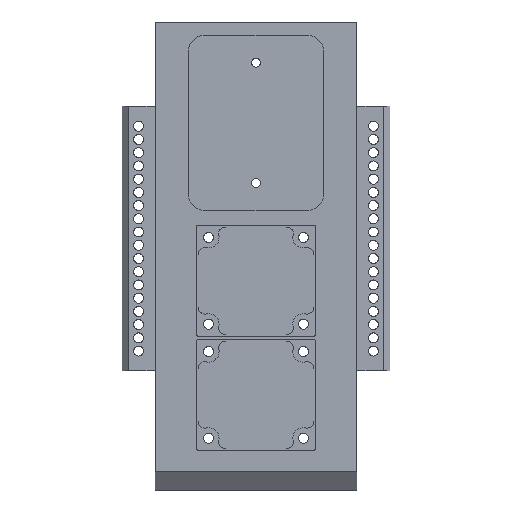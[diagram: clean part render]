
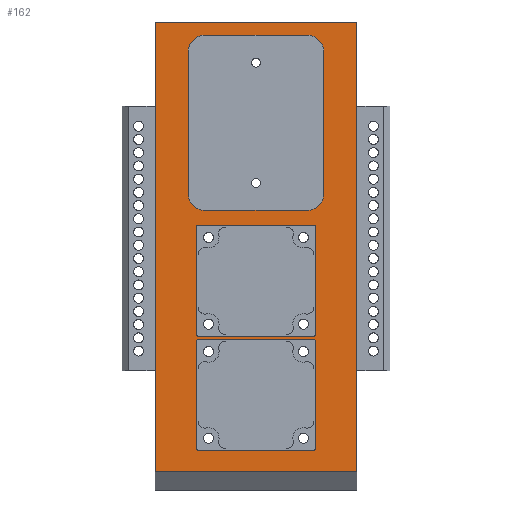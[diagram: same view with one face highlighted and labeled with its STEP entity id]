
A CAD part, top view. The second image highlights one B-rep face of the part: STEP entity #162.
In plain terms, the highlighted planar face has unit normal (0, 0, 1).
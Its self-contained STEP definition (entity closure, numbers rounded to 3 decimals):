
#162=ADVANCED_FACE('',(#1450,#1452,#1454,#1456),#1458,.T.);
#1450=FACE_BOUND('',#1451,.T.);
#1451=EDGE_LOOP('',(#4631,#4632,#4633,#4634));
#1452=FACE_BOUND('',#1453,.T.);
#1453=EDGE_LOOP('',(#4635,#4636,#4637,#4638,#4639,#4640,#4641,#4642));
#1454=FACE_BOUND('',#1455,.T.);
#1455=EDGE_LOOP('',(#4643,#4644,#4645,#4646,#4647,#4648,#4649,#4650));
#1456=FACE_BOUND('',#1457,.T.);
#1457=EDGE_LOOP('',(#4651,#4652,#4653,#4654,#4655,#4656,#4657,#4658));
#1458=PLANE('',#1459);
#1459=AXIS2_PLACEMENT_3D('',#1460,#1461,#1462);
#1460=CARTESIAN_POINT('',(0.,0.,10.));
#1461=DIRECTION('',(0.,0.,1.));
#1462=DIRECTION('',(-1.,0.,0.));
#4631=ORIENTED_EDGE('',*,*,#6962,.T.);
#4632=ORIENTED_EDGE('',*,*,#6976,.T.);
#4633=ORIENTED_EDGE('',*,*,#6973,.T.);
#4634=ORIENTED_EDGE('',*,*,#6965,.T.);
#4635=ORIENTED_EDGE('',*,*,#7007,.T.);
#4636=ORIENTED_EDGE('',*,*,#7008,.T.);
#4637=ORIENTED_EDGE('',*,*,#7009,.T.);
#4638=ORIENTED_EDGE('',*,*,#7010,.T.);
#4639=ORIENTED_EDGE('',*,*,#7011,.T.);
#4640=ORIENTED_EDGE('',*,*,#7012,.T.);
#4641=ORIENTED_EDGE('',*,*,#7013,.T.);
#4642=ORIENTED_EDGE('',*,*,#7014,.T.);
#4643=ORIENTED_EDGE('',*,*,#7015,.T.);
#4644=ORIENTED_EDGE('',*,*,#7016,.T.);
#4645=ORIENTED_EDGE('',*,*,#7017,.T.);
#4646=ORIENTED_EDGE('',*,*,#7018,.T.);
#4647=ORIENTED_EDGE('',*,*,#7019,.T.);
#4648=ORIENTED_EDGE('',*,*,#7020,.T.);
#4649=ORIENTED_EDGE('',*,*,#7021,.T.);
#4650=ORIENTED_EDGE('',*,*,#7022,.T.);
#4651=ORIENTED_EDGE('',*,*,#7023,.T.);
#4652=ORIENTED_EDGE('',*,*,#7024,.T.);
#4653=ORIENTED_EDGE('',*,*,#7025,.T.);
#4654=ORIENTED_EDGE('',*,*,#7026,.T.);
#4655=ORIENTED_EDGE('',*,*,#7027,.T.);
#4656=ORIENTED_EDGE('',*,*,#7028,.T.);
#4657=ORIENTED_EDGE('',*,*,#7029,.T.);
#4658=ORIENTED_EDGE('',*,*,#7030,.T.);
#6962=EDGE_CURVE('',#8592,#8590,#8593,.F.);
#6965=EDGE_CURVE('',#8596,#8592,#8597,.T.);
#6973=EDGE_CURVE('',#8607,#8596,#8608,.T.);
#6976=EDGE_CURVE('',#8590,#8607,#8611,.T.);
#7007=EDGE_CURVE('',#8660,#8661,#8662,.F.);
#7008=EDGE_CURVE('',#8661,#8663,#8664,.F.);
#7009=EDGE_CURVE('',#8663,#8665,#8666,.F.);
#7010=EDGE_CURVE('',#8665,#8667,#8668,.F.);
#7011=EDGE_CURVE('',#8667,#8669,#8670,.F.);
#7012=EDGE_CURVE('',#8669,#8671,#8672,.F.);
#7013=EDGE_CURVE('',#8671,#8673,#8674,.F.);
#7014=EDGE_CURVE('',#8673,#8660,#8675,.F.);
#7015=EDGE_CURVE('',#8676,#8677,#8678,.F.);
#7016=EDGE_CURVE('',#8677,#8679,#8680,.F.);
#7017=EDGE_CURVE('',#8679,#8681,#8682,.F.);
#7018=EDGE_CURVE('',#8681,#8683,#8684,.F.);
#7019=EDGE_CURVE('',#8683,#8685,#8686,.F.);
#7020=EDGE_CURVE('',#8685,#8687,#8688,.F.);
#7021=EDGE_CURVE('',#8687,#8689,#8690,.F.);
#7022=EDGE_CURVE('',#8689,#8676,#8691,.F.);
#7023=EDGE_CURVE('',#8692,#8693,#8694,.F.);
#7024=EDGE_CURVE('',#8693,#8695,#8696,.F.);
#7025=EDGE_CURVE('',#8695,#8697,#8698,.F.);
#7026=EDGE_CURVE('',#8697,#8699,#8700,.F.);
#7027=EDGE_CURVE('',#8699,#8701,#8702,.F.);
#7028=EDGE_CURVE('',#8701,#8703,#8704,.F.);
#7029=EDGE_CURVE('',#8703,#8705,#8706,.F.);
#7030=EDGE_CURVE('',#8705,#8692,#8707,.F.);
#8590=VERTEX_POINT('',#11805);
#8592=VERTEX_POINT('',#11809);
#8593=LINE('',#11810,#11811);
#8596=VERTEX_POINT('',#11819);
#8597=LINE('',#11820,#11821);
#8607=VERTEX_POINT('',#11846);
#8608=LINE('',#11847,#11848);
#8611=LINE('',#11856,#11857);
#8660=VERTEX_POINT('',#11975);
#8661=VERTEX_POINT('',#11976);
#8662=CIRCLE('',#11977,0.5);
#8663=VERTEX_POINT('',#11981);
#8664=LINE('',#11982,#11983);
#8665=VERTEX_POINT('',#11985);
#8666=CIRCLE('',#11986,0.5);
#8667=VERTEX_POINT('',#11990);
#8668=LINE('',#11991,#11992);
#8669=VERTEX_POINT('',#11994);
#8670=CIRCLE('',#11995,0.5);
#8671=VERTEX_POINT('',#11999);
#8672=LINE('',#12000,#12001);
#8673=VERTEX_POINT('',#12003);
#8674=CIRCLE('',#12004,0.5);
#8675=LINE('',#12008,#12009);
#8676=VERTEX_POINT('',#12011);
#8677=VERTEX_POINT('',#12012);
#8678=CIRCLE('',#12013,0.5);
#8679=VERTEX_POINT('',#12017);
#8680=LINE('',#12018,#12019);
#8681=VERTEX_POINT('',#12021);
#8682=CIRCLE('',#12022,0.5);
#8683=VERTEX_POINT('',#12026);
#8684=LINE('',#12027,#12028);
#8685=VERTEX_POINT('',#12030);
#8686=CIRCLE('',#12031,0.5);
#8687=VERTEX_POINT('',#12035);
#8688=LINE('',#12036,#12037);
#8689=VERTEX_POINT('',#12039);
#8690=CIRCLE('',#12040,0.5);
#8691=LINE('',#12044,#12045);
#8692=VERTEX_POINT('',#12047);
#8693=VERTEX_POINT('',#12048);
#8694=CIRCLE('',#12049,5.);
#8695=VERTEX_POINT('',#12053);
#8696=LINE('',#12054,#12055);
#8697=VERTEX_POINT('',#12057);
#8698=CIRCLE('',#12058,5.);
#8699=VERTEX_POINT('',#12062);
#8700=LINE('',#12063,#12064);
#8701=VERTEX_POINT('',#12066);
#8702=CIRCLE('',#12067,5.);
#8703=VERTEX_POINT('',#12071);
#8704=LINE('',#12072,#12073);
#8705=VERTEX_POINT('',#12075);
#8706=CIRCLE('',#12076,5.);
#8707=LINE('',#12080,#12081);
#11805=CARTESIAN_POINT('',(30.5,-105.54,10.));
#11809=CARTESIAN_POINT('',(-30.5,-105.54,10.));
#11810=CARTESIAN_POINT('',(30.5,-105.54,10.));
#11811=VECTOR('',#11812,1.);
#11812=DIRECTION('',(-1.,0.,0.));
#11819=CARTESIAN_POINT('',(-30.5,30.5,10.));
#11820=CARTESIAN_POINT('',(-30.5,30.5,10.));
#11821=VECTOR('',#11822,1.);
#11822=DIRECTION('',(0.,-1.,0.));
#11846=CARTESIAN_POINT('',(30.5,30.5,10.));
#11847=CARTESIAN_POINT('',(30.5,30.5,10.));
#11848=VECTOR('',#11849,1.);
#11849=DIRECTION('',(-1.,0.,0.));
#11856=CARTESIAN_POINT('',(30.5,-105.54,10.));
#11857=VECTOR('',#11858,1.);
#11858=DIRECTION('',(0.,1.,0.));
#11975=CARTESIAN_POINT('',(17.5,-65.5,10.));
#11976=CARTESIAN_POINT('',(18.,-66.,10.));
#11977=AXIS2_PLACEMENT_3D('',#11978,#11979,#11980);
#11978=CARTESIAN_POINT('',(17.5,-66.,10.));
#11979=DIRECTION('',(0.,0.,1.));
#11980=DIRECTION('',(1.,0.,0.));
#11981=CARTESIAN_POINT('',(18.,-98.5,10.));
#11982=CARTESIAN_POINT('',(18.,-98.5,10.));
#11983=VECTOR('',#11984,1.);
#11984=DIRECTION('',(0.,1.,0.));
#11985=CARTESIAN_POINT('',(17.5,-99.,10.));
#11986=AXIS2_PLACEMENT_3D('',#11987,#11988,#11989);
#11987=CARTESIAN_POINT('',(17.5,-98.5,10.));
#11988=DIRECTION('',(0.,0.,1.));
#11989=DIRECTION('',(0.,-1.,0.));
#11990=CARTESIAN_POINT('',(-17.5,-99.,10.));
#11991=CARTESIAN_POINT('',(-17.5,-99.,10.));
#11992=VECTOR('',#11993,1.);
#11993=DIRECTION('',(1.,0.,0.));
#11994=CARTESIAN_POINT('',(-18.,-98.5,10.));
#11995=AXIS2_PLACEMENT_3D('',#11996,#11997,#11998);
#11996=CARTESIAN_POINT('',(-17.5,-98.5,10.));
#11997=DIRECTION('',(0.,0.,1.));
#11998=DIRECTION('',(-1.,0.,0.));
#11999=CARTESIAN_POINT('',(-18.,-66.,10.));
#12000=CARTESIAN_POINT('',(-18.,-66.,10.));
#12001=VECTOR('',#12002,1.);
#12002=DIRECTION('',(0.,-1.,0.));
#12003=CARTESIAN_POINT('',(-17.5,-65.5,10.));
#12004=AXIS2_PLACEMENT_3D('',#12005,#12006,#12007);
#12005=CARTESIAN_POINT('',(-17.5,-66.,10.));
#12006=DIRECTION('',(0.,0.,1.));
#12007=DIRECTION('',(0.,1.,0.));
#12008=CARTESIAN_POINT('',(17.5,-65.5,10.));
#12009=VECTOR('',#12010,1.);
#12010=DIRECTION('',(-1.,0.,0.));
#12011=CARTESIAN_POINT('',(-18.,-31.5,10.));
#12012=CARTESIAN_POINT('',(-17.5,-31.,10.));
#12013=AXIS2_PLACEMENT_3D('',#12014,#12015,#12016);
#12014=CARTESIAN_POINT('',(-17.5,-31.5,10.));
#12015=DIRECTION('',(0.,0.,1.));
#12016=DIRECTION('',(0.,1.,0.));
#12017=CARTESIAN_POINT('',(17.5,-31.,10.));
#12018=CARTESIAN_POINT('',(17.5,-31.,10.));
#12019=VECTOR('',#12020,1.);
#12020=DIRECTION('',(-1.,0.,0.));
#12021=CARTESIAN_POINT('',(18.,-31.5,10.));
#12022=AXIS2_PLACEMENT_3D('',#12023,#12024,#12025);
#12023=CARTESIAN_POINT('',(17.5,-31.5,10.));
#12024=DIRECTION('',(0.,0.,1.));
#12025=DIRECTION('',(1.,0.,0.));
#12026=CARTESIAN_POINT('',(18.,-64.,10.));
#12027=CARTESIAN_POINT('',(18.,-64.,10.));
#12028=VECTOR('',#12029,1.);
#12029=DIRECTION('',(0.,1.,0.));
#12030=CARTESIAN_POINT('',(17.5,-64.5,10.));
#12031=AXIS2_PLACEMENT_3D('',#12032,#12033,#12034);
#12032=CARTESIAN_POINT('',(17.5,-64.,10.));
#12033=DIRECTION('',(0.,0.,1.));
#12034=DIRECTION('',(0.,-1.,0.));
#12035=CARTESIAN_POINT('',(-17.5,-64.5,10.));
#12036=CARTESIAN_POINT('',(-17.5,-64.5,10.));
#12037=VECTOR('',#12038,1.);
#12038=DIRECTION('',(1.,0.,0.));
#12039=CARTESIAN_POINT('',(-18.,-64.,10.));
#12040=AXIS2_PLACEMENT_3D('',#12041,#12042,#12043);
#12041=CARTESIAN_POINT('',(-17.5,-64.,10.));
#12042=DIRECTION('',(0.,0.,1.));
#12043=DIRECTION('',(-1.,0.,0.));
#12044=CARTESIAN_POINT('',(-18.,-31.5,10.));
#12045=VECTOR('',#12046,1.);
#12046=DIRECTION('',(0.,-1.,0.));
#12047=CARTESIAN_POINT('',(-20.5,21.5,10.));
#12048=CARTESIAN_POINT('',(-15.5,26.5,10.));
#12049=AXIS2_PLACEMENT_3D('',#12050,#12051,#12052);
#12050=CARTESIAN_POINT('',(-15.5,21.5,10.));
#12051=DIRECTION('',(0.,0.,1.));
#12052=DIRECTION('',(0.,1.,0.));
#12053=CARTESIAN_POINT('',(15.5,26.5,10.));
#12054=CARTESIAN_POINT('',(15.5,26.5,10.));
#12055=VECTOR('',#12056,1.);
#12056=DIRECTION('',(-1.,0.,0.));
#12057=CARTESIAN_POINT('',(20.5,21.5,10.));
#12058=AXIS2_PLACEMENT_3D('',#12059,#12060,#12061);
#12059=CARTESIAN_POINT('',(15.5,21.5,10.));
#12060=DIRECTION('',(0.,0.,1.));
#12061=DIRECTION('',(1.,0.,0.));
#12062=CARTESIAN_POINT('',(20.5,-21.5,10.));
#12063=CARTESIAN_POINT('',(20.5,-21.5,10.));
#12064=VECTOR('',#12065,1.);
#12065=DIRECTION('',(0.,1.,0.));
#12066=CARTESIAN_POINT('',(15.5,-26.5,10.));
#12067=AXIS2_PLACEMENT_3D('',#12068,#12069,#12070);
#12068=CARTESIAN_POINT('',(15.5,-21.5,10.));
#12069=DIRECTION('',(0.,0.,1.));
#12070=DIRECTION('',(0.,-1.,0.));
#12071=CARTESIAN_POINT('',(-15.5,-26.5,10.));
#12072=CARTESIAN_POINT('',(-15.5,-26.5,10.));
#12073=VECTOR('',#12074,1.);
#12074=DIRECTION('',(1.,0.,0.));
#12075=CARTESIAN_POINT('',(-20.5,-21.5,10.));
#12076=AXIS2_PLACEMENT_3D('',#12077,#12078,#12079);
#12077=CARTESIAN_POINT('',(-15.5,-21.5,10.));
#12078=DIRECTION('',(0.,0.,1.));
#12079=DIRECTION('',(-1.,0.,0.));
#12080=CARTESIAN_POINT('',(-20.5,21.5,10.));
#12081=VECTOR('',#12082,1.);
#12082=DIRECTION('',(0.,-1.,0.));
